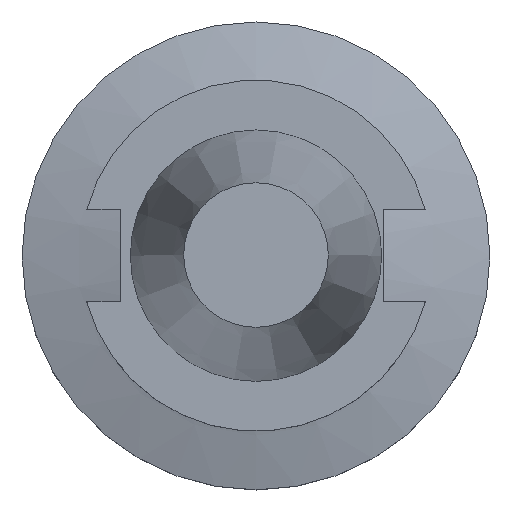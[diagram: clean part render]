
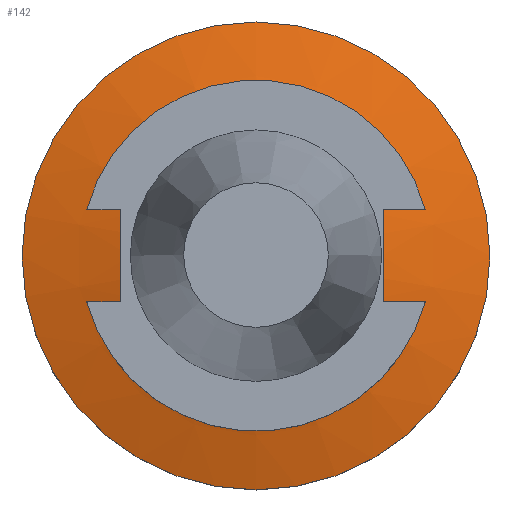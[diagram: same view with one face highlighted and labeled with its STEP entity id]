
A CAD part, top view. The second image highlights one B-rep face of the part: STEP entity #142.
In plain terms, the highlighted conical face has half-angle 75 degrees and reference radius 49.962 mm.
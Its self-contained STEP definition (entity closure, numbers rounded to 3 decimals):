
#51=CONICAL_SURFACE('',#573,49.963,75.);
#84=FACE_BOUND('',#213,.T.);
#85=FACE_BOUND('',#214,.T.);
#111=CIRCLE('',#568,34.925);
#112=CIRCLE('',#570,65.);
#142=ADVANCED_FACE('',(#84,#85),#51,.T.);
#213=EDGE_LOOP('',(#333));
#214=EDGE_LOOP('',(#334));
#333=ORIENTED_EDGE('',*,*,#443,.F.);
#334=ORIENTED_EDGE('',*,*,#442,.F.);
#382=VERTEX_POINT('',#883);
#383=VERTEX_POINT('',#886);
#442=EDGE_CURVE('',#382,#382,#111,.T.);
#443=EDGE_CURVE('',#383,#383,#112,.T.);
#568=AXIS2_PLACEMENT_3D('',#882,#698,#699);
#570=AXIS2_PLACEMENT_3D('',#885,#702,#703);
#573=AXIS2_PLACEMENT_3D('',#890,#708,#709);
#698=DIRECTION('',(0.,0.,1.));
#699=DIRECTION('',(0.,-1.,0.));
#702=DIRECTION('',(0.,0.,-1.));
#703=DIRECTION('',(0.,1.,0.));
#708=DIRECTION('',(0.,0.,-1.));
#709=DIRECTION('',(0.,1.,0.));
#882=CARTESIAN_POINT('',(0.,0.,-35.));
#883=CARTESIAN_POINT('',(0.,-34.925,-35.));
#885=CARTESIAN_POINT('',(0.,0.,-43.059));
#886=CARTESIAN_POINT('',(0.,65.,-43.059));
#890=CARTESIAN_POINT('',(0.,0.,-39.029));
